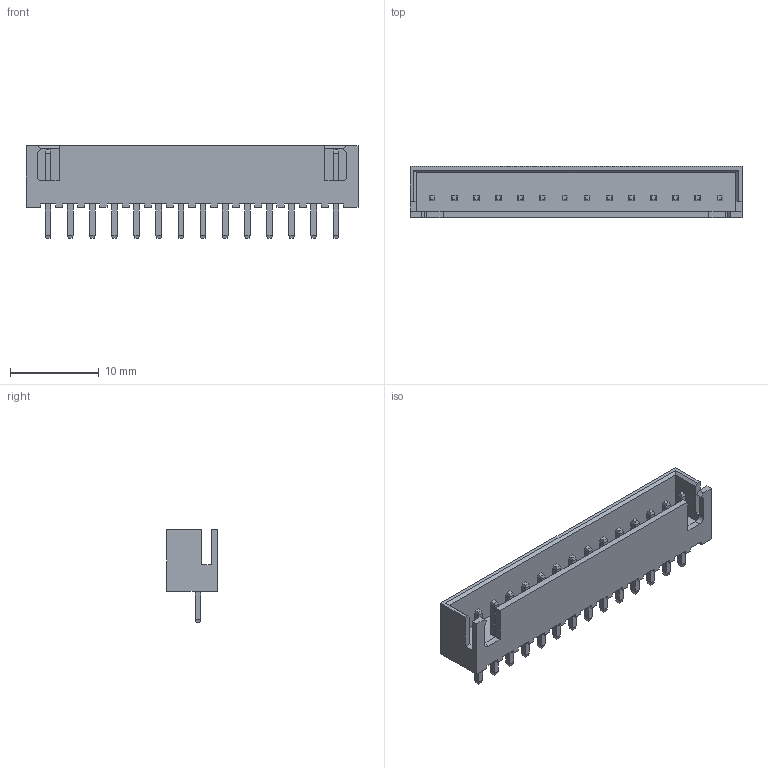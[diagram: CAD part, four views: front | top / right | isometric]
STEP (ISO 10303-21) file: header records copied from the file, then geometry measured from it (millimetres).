
FILE_DESCRIPTION (( 'STEP AP214' ), '1' );
FILE_NAME ('625C1FFA-00CA-4AD3-B8D5-FE68A3799765.STEP', '2025-01-01T19:39:43', ( '' ), ( '' ), 'SwSTEP 2.0', 'SolidWorks 2022', '' );
FILE_SCHEMA (( 'AUTOMOTIVE_DESIGN' ));
Length unit declared in the file: millimetre
Products named in the file (1): 625C1FFA-00CA-4AD3-B8D5-FE68A3799765
Bounding box: 37.5 x 5.75 x 10.5 mm (x, y, z)
Volume: 694.7 mm3; surface area: 1736.6 mm2
Topology: 1 solids, 1 shells, 341 faces, 819 edges, 508 vertices
Faces by surface type: plane 339, cylinder 2
Entity records: 10558 total; most frequent: CARTESIAN_POINT 1669, ORIENTED_EDGE 1638, DIRECTION 1507, EDGE_CURVE 819, LINE 815, VECTOR 815, VERTEX_POINT 508, EDGE_LOOP 369
